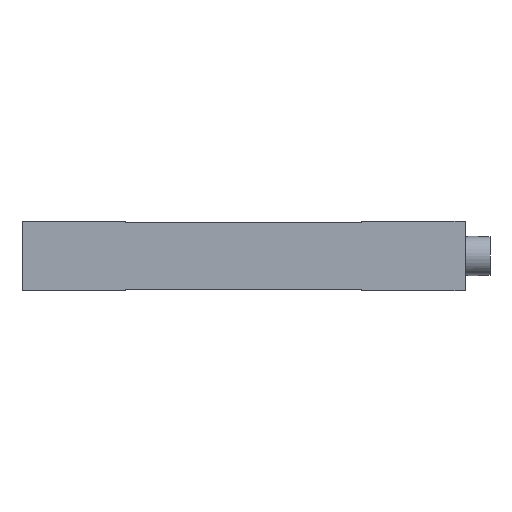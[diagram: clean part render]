
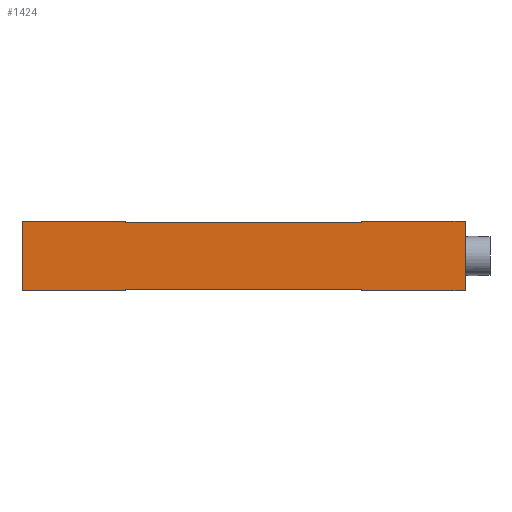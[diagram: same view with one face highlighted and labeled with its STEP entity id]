
A CAD part, front view. The second image highlights one B-rep face of the part: STEP entity #1424.
In plain terms, the highlighted planar face has unit normal (0, -1, 0).
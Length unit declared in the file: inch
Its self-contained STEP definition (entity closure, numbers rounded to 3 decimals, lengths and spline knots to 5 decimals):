
#21=DIRECTION('',(1.,0.,0.));
#22=VECTOR('',#21,0.29186);
#23=CARTESIAN_POINT('',(-0.188,-0.171,-0.098));
#24=LINE('',#23,#22);
#35=DIRECTION('',(1.,0.,0.));
#36=VECTOR('',#35,0.66128);
#37=CARTESIAN_POINT('',(0.10386,-0.171,-0.094));
#38=LINE('',#37,#36);
#39=DIRECTION('',(0.,0.,1.));
#40=VECTOR('',#39,0.004);
#41=CARTESIAN_POINT('',(0.10386,-0.171,-0.098));
#42=LINE('',#41,#40);
#43=DIRECTION('',(0.,0.,1.));
#44=VECTOR('',#43,0.196);
#45=CARTESIAN_POINT('',(-0.188,-0.171,-0.098));
#46=LINE('',#45,#44);
#47=DIRECTION('',(0.,0.,-1.));
#48=VECTOR('',#47,0.004);
#49=CARTESIAN_POINT('',(0.10386,-0.171,0.098));
#50=LINE('',#49,#48);
#51=DIRECTION('',(1.,0.,0.));
#52=VECTOR('',#51,0.66128);
#53=CARTESIAN_POINT('',(0.10386,-0.171,0.094));
#54=LINE('',#53,#52);
#55=DIRECTION('',(0.,0.,-1.));
#56=VECTOR('',#55,0.004);
#57=CARTESIAN_POINT('',(0.76514,-0.171,0.098));
#58=LINE('',#57,#56);
#59=DIRECTION('',(0.,0.,1.));
#60=VECTOR('',#59,0.004);
#61=CARTESIAN_POINT('',(0.76514,-0.171,-0.098));
#62=LINE('',#61,#60);
#75=DIRECTION('',(1.,0.,0.));
#76=VECTOR('',#75,0.29186);
#77=CARTESIAN_POINT('',(0.76514,-0.171,-0.098));
#78=LINE('',#77,#76);
#105=DIRECTION('',(0.,0.,1.));
#106=VECTOR('',#105,0.196);
#107=CARTESIAN_POINT('',(1.057,-0.171,-0.098));
#108=LINE('',#107,#106);
#139=DIRECTION('',(1.,0.,0.));
#140=VECTOR('',#139,0.29186);
#141=CARTESIAN_POINT('',(0.76514,-0.171,0.098));
#142=LINE('',#141,#140);
#165=DIRECTION('',(1.,0.,0.));
#166=VECTOR('',#165,0.29186);
#167=CARTESIAN_POINT('',(-0.188,-0.171,0.098));
#168=LINE('',#167,#166);
#1059=CARTESIAN_POINT('',(-0.188,-0.171,-0.098));
#1061=VERTEX_POINT('',#1059);
#1062=CARTESIAN_POINT('',(1.057,-0.171,-0.098));
#1064=VERTEX_POINT('',#1062);
#1067=CARTESIAN_POINT('',(-0.188,-0.171,0.098));
#1069=VERTEX_POINT('',#1067);
#1070=CARTESIAN_POINT('',(1.057,-0.171,0.098));
#1072=VERTEX_POINT('',#1070);
#1151=CARTESIAN_POINT('',(0.10386,-0.171,0.098));
#1153=VERTEX_POINT('',#1151);
#1154=CARTESIAN_POINT('',(0.76514,-0.171,0.098));
#1156=VERTEX_POINT('',#1154);
#1158=CARTESIAN_POINT('',(0.10386,-0.171,0.094));
#1159=CARTESIAN_POINT('',(0.76514,-0.171,0.094));
#1160=VERTEX_POINT('',#1158);
#1161=VERTEX_POINT('',#1159);
#1167=CARTESIAN_POINT('',(0.10386,-0.171,-0.098));
#1169=VERTEX_POINT('',#1167);
#1170=CARTESIAN_POINT('',(0.76514,-0.171,-0.098));
#1172=VERTEX_POINT('',#1170);
#1174=CARTESIAN_POINT('',(0.10386,-0.171,-0.094));
#1175=CARTESIAN_POINT('',(0.76514,-0.171,-0.094));
#1176=VERTEX_POINT('',#1174);
#1177=VERTEX_POINT('',#1175);
#1395=CARTESIAN_POINT('',(-0.188,-0.171,-0.098));
#1396=DIRECTION('',(0.,-1.,0.));
#1397=DIRECTION('',(1.,0.,0.));
#1398=AXIS2_PLACEMENT_3D('',#1395,#1396,#1397);
#1399=PLANE('',#1398);
#1401=ORIENTED_EDGE('',*,*,#1400,.F.);
#1402=ORIENTED_EDGE('',*,*,#1386,.F.);
#1403=ORIENTED_EDGE('',*,*,#1369,.F.);
#1405=ORIENTED_EDGE('',*,*,#1404,.T.);
#1407=ORIENTED_EDGE('',*,*,#1406,.T.);
#1409=ORIENTED_EDGE('',*,*,#1408,.T.);
#1411=ORIENTED_EDGE('',*,*,#1410,.T.);
#1413=ORIENTED_EDGE('',*,*,#1412,.F.);
#1415=ORIENTED_EDGE('',*,*,#1414,.T.);
#1417=ORIENTED_EDGE('',*,*,#1416,.F.);
#1419=ORIENTED_EDGE('',*,*,#1418,.F.);
#1421=ORIENTED_EDGE('',*,*,#1420,.T.);
#1422=EDGE_LOOP('',(#1401,#1402,#1403,#1405,#1407,#1409,#1411,#1413,#1415,#1417,
#1419,#1421));
#1423=FACE_OUTER_BOUND('',#1422,.F.);
#1424=ADVANCED_FACE('',(#1423),#1399,.T.);
#1369=EDGE_CURVE('',#1061,#1169,#24,.T.);
#1386=EDGE_CURVE('',#1169,#1176,#42,.T.);
#1400=EDGE_CURVE('',#1176,#1177,#38,.T.);
#1404=EDGE_CURVE('',#1061,#1069,#46,.T.);
#1406=EDGE_CURVE('',#1069,#1153,#168,.T.);
#1408=EDGE_CURVE('',#1153,#1160,#50,.T.);
#1410=EDGE_CURVE('',#1160,#1161,#54,.T.);
#1412=EDGE_CURVE('',#1156,#1161,#58,.T.);
#1414=EDGE_CURVE('',#1156,#1072,#142,.T.);
#1416=EDGE_CURVE('',#1064,#1072,#108,.T.);
#1418=EDGE_CURVE('',#1172,#1064,#78,.T.);
#1420=EDGE_CURVE('',#1172,#1177,#62,.T.);
